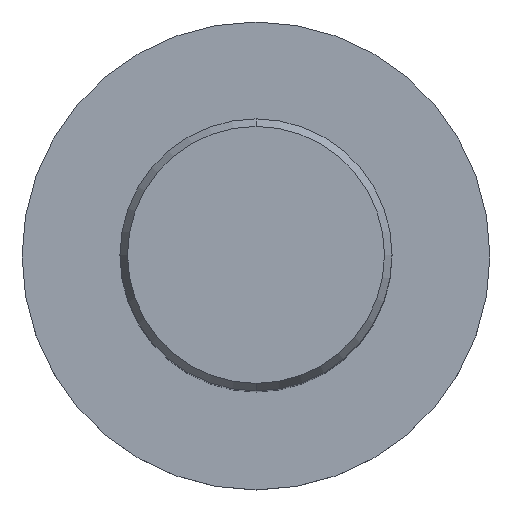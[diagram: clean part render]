
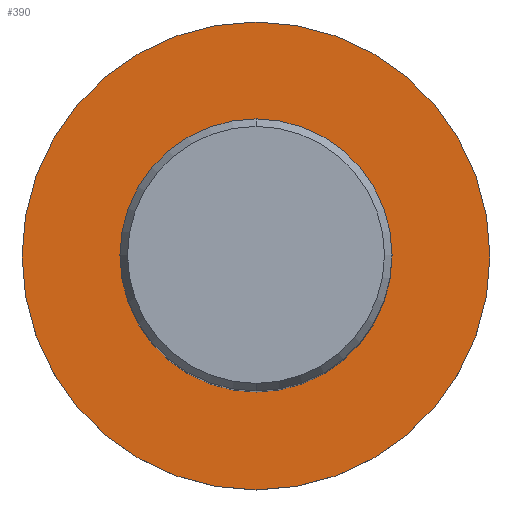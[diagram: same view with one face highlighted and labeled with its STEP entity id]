
A CAD part, top view. The second image highlights one B-rep face of the part: STEP entity #390.
In plain terms, the highlighted planar face has unit normal (0, 0, 1).
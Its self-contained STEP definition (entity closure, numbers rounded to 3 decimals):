
#226=VERTEX_POINT('',#565);
#294=VERTEX_POINT('',#638);
#356=VERTEX_POINT('',#706);
#360=EDGE_CURVE('',#226,#498,#710,.T.);
#376=EDGE_CURVE('',#356,#294,#727,.T.);
#390=ADVANCED_FACE('',(#743,#744),#745,.T.);
#422=EDGE_CURVE('',#294,#356,#780,.T.);
#430=EDGE_CURVE('',#498,#226,#788,.T.);
#498=VERTEX_POINT('',#862);
#565=CARTESIAN_POINT('',(0.0,12.5,-56.0));
#638=CARTESIAN_POINT('',(0.,-21.5,-56.0));
#706=CARTESIAN_POINT('',(0.0,21.5,-56.0));
#710=CIRCLE('',#1304,12.5);
#727=CIRCLE('',#1329,21.5);
#743=FACE_BOUND('',#1346,.T.);
#744=FACE_OUTER_BOUND('',#1347,.T.);
#745=PLANE('',#1348);
#780=CIRCLE('',#1404,21.5);
#788=CIRCLE('',#1418,12.5);
#862=CARTESIAN_POINT('',(0.,-12.5,-56.0));
#1304=AXIS2_PLACEMENT_3D('',#1792,#1793,#1794);
#1329=AXIS2_PLACEMENT_3D('',#1814,#1815,#1816);
#1346=EDGE_LOOP('',(#1836,#1837));
#1347=EDGE_LOOP('',(#1838,#1839));
#1348=AXIS2_PLACEMENT_3D('',#1840,#1841,#1842);
#1404=AXIS2_PLACEMENT_3D('',#1880,#1881,#1882);
#1418=AXIS2_PLACEMENT_3D('',#1888,#1889,#1890);
#1792=CARTESIAN_POINT('',(0.0,0.0,-56.0));
#1793=DIRECTION('',(-0.0,0.0,-1.0));
#1794=DIRECTION('',(0.0,1.0,0.0));
#1814=CARTESIAN_POINT('',(0.0,0.0,-56.0));
#1815=DIRECTION('',(0.0,0.0,-1.0));
#1816=DIRECTION('',(0.0,1.0,0.0));
#1836=ORIENTED_EDGE('',*,*,#360,.T.);
#1837=ORIENTED_EDGE('',*,*,#430,.T.);
#1838=ORIENTED_EDGE('',*,*,#376,.F.);
#1839=ORIENTED_EDGE('',*,*,#422,.F.);
#1840=CARTESIAN_POINT('',(0.0,10.75,-56.0));
#1841=DIRECTION('',(-0.0,0.0,1.0));
#1842=DIRECTION('',(0.0,-1.0,0.0));
#1880=CARTESIAN_POINT('',(0.0,0.0,-56.0));
#1881=DIRECTION('',(0.0,0.0,-1.0));
#1882=DIRECTION('',(0.0,1.0,0.0));
#1888=CARTESIAN_POINT('',(0.0,0.0,-56.0));
#1889=DIRECTION('',(-0.0,0.0,-1.0));
#1890=DIRECTION('',(0.0,1.0,0.0));
